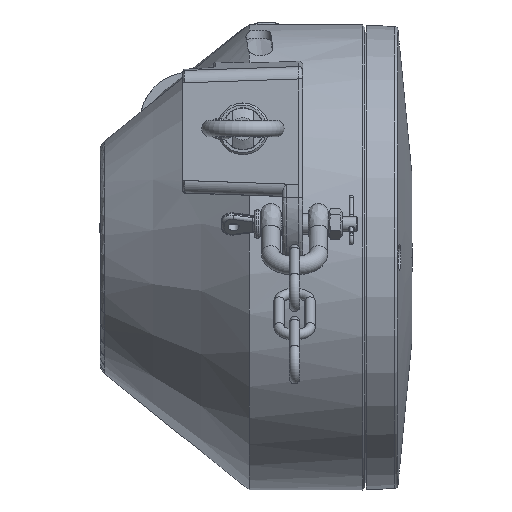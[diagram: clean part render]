
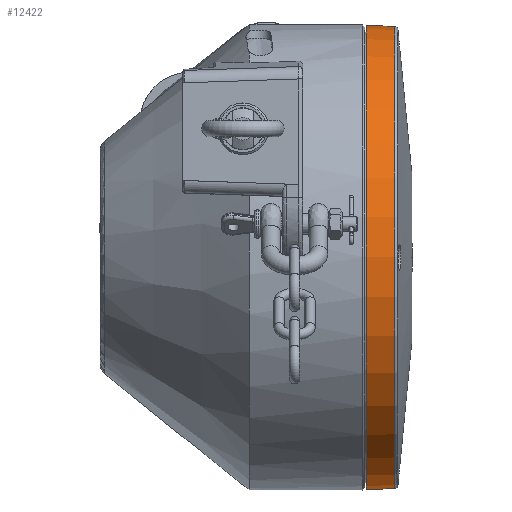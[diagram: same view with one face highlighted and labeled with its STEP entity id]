
A CAD part, top view. The second image highlights one B-rep face of the part: STEP entity #12422.
In plain terms, the highlighted conical face has half-angle 2 degrees and reference radius 112.035 mm.
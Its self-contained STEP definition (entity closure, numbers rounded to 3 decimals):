
#465=CONICAL_SURFACE($,#13523,112.035,2.);
#807=FACE_BOUND($,#2987,.T.);
#1279=CIRCLE($,#13524,112.3);
#1280=CIRCLE($,#13525,111.815);
#2101=FACE_OUTER_BOUND($,#2986,.T.);
#2986=EDGE_LOOP($,(#9261));
#2987=EDGE_LOOP($,(#9262));
#5360=VERTEX_POINT($,#20831);
#5361=VERTEX_POINT($,#20833);
#6766=EDGE_CURVE($,#5360,#5360,#1279,.T.);
#6767=EDGE_CURVE($,#5361,#5361,#1280,.T.);
#9261=ORIENTED_EDGE($,*,*,#6766,.F.);
#9262=ORIENTED_EDGE($,*,*,#6767,.F.);
#12422=ADVANCED_FACE($,(#2101,#807),#465,.T.);
#13523=AXIS2_PLACEMENT_3D($,#20830,#15921,#15922);
#13524=AXIS2_PLACEMENT_3D($,#20832,#15923,#15924);
#13525=AXIS2_PLACEMENT_3D($,#20834,#15925,#15926);
#15921=DIRECTION('center_axis',(-1.,0.,0.));
#15922=DIRECTION('ref_axis',(0.,1.,0.));
#15923=DIRECTION('center_axis',(-1.,0.,0.));
#15924=DIRECTION('ref_axis',(0.,1.,0.));
#15925=DIRECTION('center_axis',(1.,0.,0.));
#15926=DIRECTION('ref_axis',(0.,-1.,0.));
#20830=CARTESIAN_POINT('Origin',(72.295,0.,0.));
#20831=CARTESIAN_POINT('',(64.7,112.3,0.));
#20832=CARTESIAN_POINT('Origin',(64.7,0.,0.));
#20833=CARTESIAN_POINT('',(78.575,111.815,0.));
#20834=CARTESIAN_POINT('Origin',(78.575,0.,0.));
